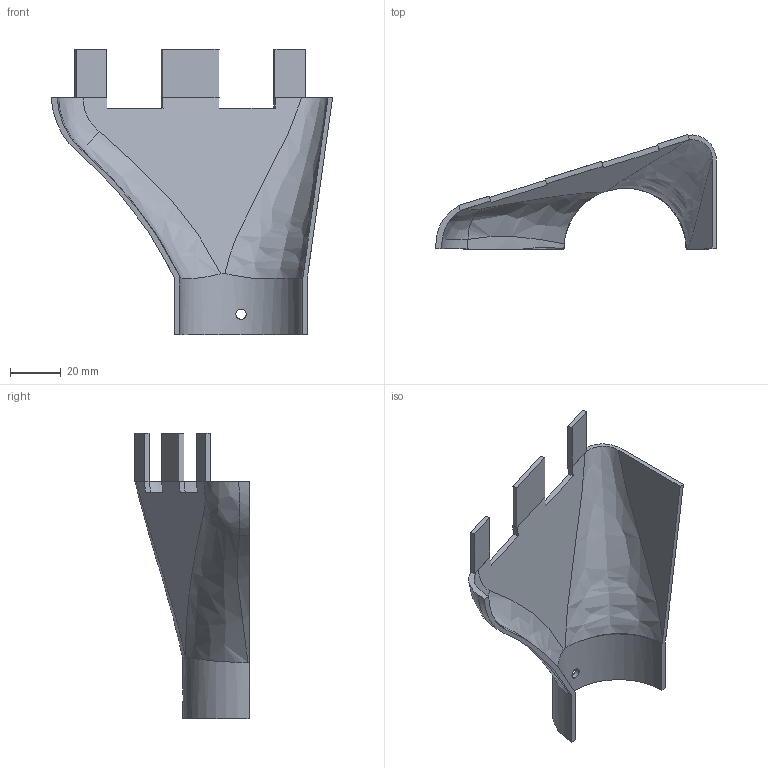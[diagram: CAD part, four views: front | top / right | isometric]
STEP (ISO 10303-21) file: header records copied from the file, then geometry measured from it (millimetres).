
FILE_DESCRIPTION(('FreeCAD Model'),'2;1');
FILE_NAME('31-Collecteur Bas Arriere.step', '2022-06-14T14:06:12',('FreeCAD'),('FreeCAD'), 'Open CASCADE STEP processor 6.7','FreeCAD','Unknown');
FILE_SCHEMA(('AUTOMOTIVE_DESIGN_CC2 { 1 2 10303 214 -1 1 5 4 }'));
Length unit declared in the file: millimetre
Products named in the file (1): OK_arri?re
Bounding box: 110.43 x 44.83 x 111.95 mm (x, y, z)
Volume: 21304.5 mm3; surface area: 24014.4 mm2
Topology: 1 solids, 1 shells, 59 faces, 156 edges, 99 vertices
Faces by surface type: plane 38, bspline 18, cylinder 3
Full cylindrical faces by diameter (mm): 4 x1
Entity records: 19426 total; most frequent: CARTESIAN_POINT 16751, DIRECTION 335, ORIENTED_EDGE 312, PCURVE 312, DEFINITIONAL_REPRESENTATION 312, LINE 242, VECTOR 242, B_SPLINE_CURVE_WITH_KNOTS 200
